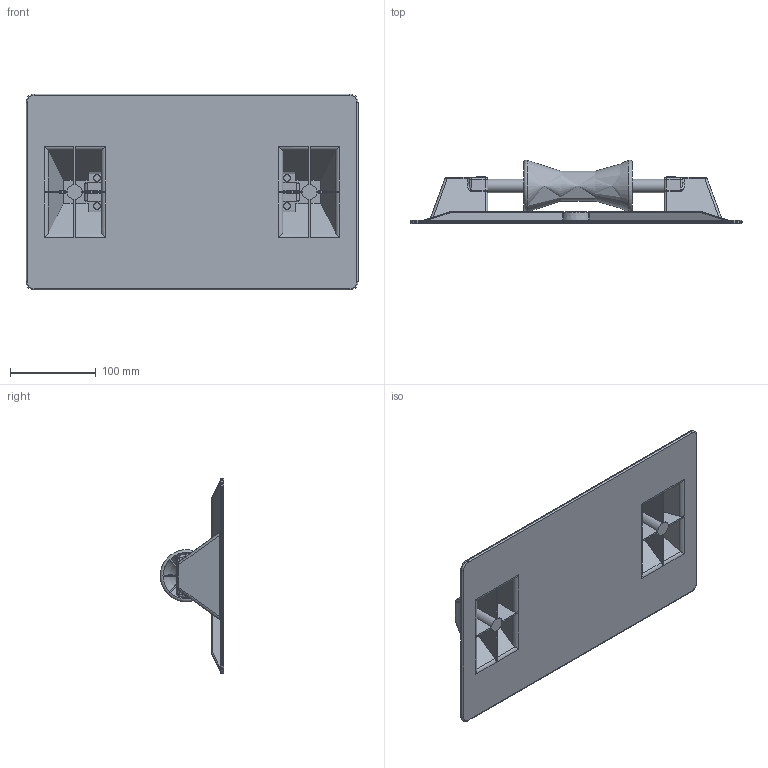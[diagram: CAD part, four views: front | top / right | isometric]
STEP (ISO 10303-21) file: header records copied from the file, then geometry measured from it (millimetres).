
FILE_DESCRIPTION((''),'2;1');
FILE_NAME('5-R.stp','2012-11-21T09:44:31',('rdavis'),(''),'Autodesk Inventor 2013','Autodesk Inventor 2013','');
FILE_SCHEMA(('AUTOMOTIVE_DESIGN { 1 0 10303 214 1 1 1 1 }'));
Length unit declared in the file: inch
Products named in the file (6): 5-R; 5R Pipestand; Rollers_5_ Roller; all metal and plastic shafts2_.625 X 9.25 Shaft; 9x15.25 No Logo; slot shaped brace
Assembly tree (6 placements, depth 3):
  5-R
    5R Pipestand
      Rollers_5_ Roller
      all metal and plastic shafts2_.625 X 9.25 Shaft
    9x15.25 No Logo
    slot shaped brace  x2
Bounding box: 387.35 x 74.45 x 228.6 mm (x, y, z)
Volume: 571933.1 mm3; surface area: 328889.5 mm2
Topology: 5 solids, 5 shells, 1324 faces, 3420 edges, 2213 vertices
Faces by surface type: plane 807, bspline 242, cylinder 170, torus 62, cone 23, sphere 20
Full cylindrical faces by diameter (mm): 3.556 x8, 7.62 x4, 12.954 x2, 15.875 x1, 17.398 x1, 54.127 x2
Entity records: 54055 total; most frequent: CARTESIAN_POINT 22010, ORIENTED_EDGE 6742, DIRECTION 5482, EDGE_CURVE 3371, VECTOR 2324, LINE 2324, VERTEX_POINT 2195, AXIS2_PLACEMENT_3D 1579
